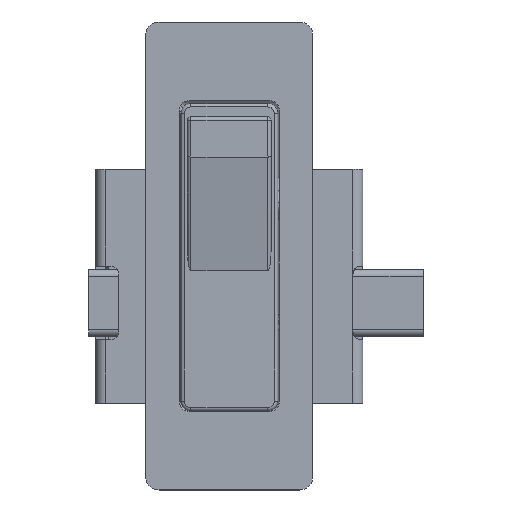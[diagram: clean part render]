
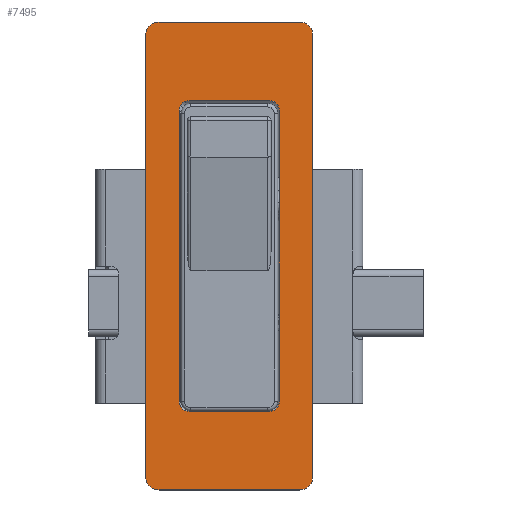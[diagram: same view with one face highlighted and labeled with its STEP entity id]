
A CAD part, top view. The second image highlights one B-rep face of the part: STEP entity #7495.
In plain terms, the highlighted planar face has unit normal (0, 0, 1).
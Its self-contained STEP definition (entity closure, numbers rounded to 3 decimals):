
#216 = VECTOR ( 'NONE', #17893, 1000. ) ;
#218 = EDGE_CURVE ( 'NONE', #4958, #18243, #1475, .T. ) ;
#297 = AXIS2_PLACEMENT_3D ( 'NONE', #9607, #4746, #11119 ) ;
#444 = CARTESIAN_POINT ( 'NONE',  ( 10.5, -43., 3. ) ) ;
#502 = DIRECTION ( 'NONE',  ( 0., 0., 1. ) ) ;
#540 = VERTEX_POINT ( 'NONE', #20109 ) ;
#618 = VERTEX_POINT ( 'NONE', #18834 ) ;
#621 = VECTOR ( 'NONE', #9784, 1000. ) ;
#733 = FACE_BOUND ( 'NONE', #10950, .T. ) ;
#788 = CIRCLE ( 'NONE', #3971, 2. ) ;
#966 = EDGE_CURVE ( 'NONE', #18162, #1754, #1457, .T. ) ;
#1457 = CIRCLE ( 'NONE', #17869, 1.5 ) ;
#1460 = VERTEX_POINT ( 'NONE', #3530 ) ;
#1475 = CIRCLE ( 'NONE', #297, 1.5 ) ;
#1610 = ORIENTED_EDGE ( 'NONE', *, *, #12583, .T. ) ;
#1754 = VERTEX_POINT ( 'NONE', #16208 ) ;
#1926 = CARTESIAN_POINT ( 'NONE',  ( -7.5, -31.25, 3. ) ) ;
#2344 = CARTESIAN_POINT ( 'NONE',  ( -10.5, -43., 3. ) ) ;
#2429 = CARTESIAN_POINT ( 'NONE',  ( 12.5, 27., 3. ) ) ;
#2807 = VECTOR ( 'NONE', #7664, 1000. ) ;
#2938 = EDGE_CURVE ( 'NONE', #18162, #18243, #15765, .T. ) ;
#3178 = EDGE_CURVE ( 'NONE', #15329, #6862, #10781, .T. ) ;
#3258 = DIRECTION ( 'NONE',  ( 1., 0., 0. ) ) ;
#3352 = CARTESIAN_POINT ( 'NONE',  ( -10.5, -41., 3. ) ) ;
#3530 = CARTESIAN_POINT ( 'NONE',  ( 10.5, 27., 3. ) ) ;
#3684 = DIRECTION ( 'NONE',  ( 1., 0., 0. ) ) ;
#3971 = AXIS2_PLACEMENT_3D ( 'NONE', #3352, #4846, #9630 ) ;
#4081 = VERTEX_POINT ( 'NONE', #9990 ) ;
#4114 = CARTESIAN_POINT ( 'NONE',  ( 6., 15.25, 3. ) ) ;
#4443 = VECTOR ( 'NONE', #7301, 1000. ) ;
#4599 = CARTESIAN_POINT ( 'NONE',  ( -12.5, -43., 3. ) ) ;
#4746 = DIRECTION ( 'NONE',  ( 0., 0., -1. ) ) ;
#4794 = VERTEX_POINT ( 'NONE', #6070 ) ;
#4846 = DIRECTION ( 'NONE',  ( 0., 0., 1. ) ) ;
#4958 = VERTEX_POINT ( 'NONE', #4114 ) ;
#5109 = CARTESIAN_POINT ( 'NONE',  ( -10.5, 25., 3. ) ) ;
#5239 = AXIS2_PLACEMENT_3D ( 'NONE', #17724, #12741, #3258 ) ;
#5552 = VECTOR ( 'NONE', #11108, 1000. ) ;
#5558 = DIRECTION ( 'NONE',  ( 0., 0., 1. ) ) ;
#6070 = CARTESIAN_POINT ( 'NONE',  ( -12.5, -41., 3. ) ) ;
#6159 = EDGE_CURVE ( 'NONE', #540, #1460, #14149, .T. ) ;
#6161 = CARTESIAN_POINT ( 'NONE',  ( -7.5, 15.25, 3. ) ) ;
#6266 = CARTESIAN_POINT ( 'NONE',  ( -6., -29.75, 3. ) ) ;
#6545 = LINE ( 'NONE', #4599, #5552 ) ;
#6645 = CARTESIAN_POINT ( 'NONE',  ( -7.5, -29.75, 3. ) ) ;
#6769 = CARTESIAN_POINT ( 'NONE',  ( -12.5, 27., 3. ) ) ;
#6799 = CARTESIAN_POINT ( 'NONE',  ( -6., 15.25, 3. ) ) ;
#6862 = VERTEX_POINT ( 'NONE', #6645 ) ;
#7009 = LINE ( 'NONE', #1926, #11478 ) ;
#7025 = CARTESIAN_POINT ( 'NONE',  ( -6., 13.75, 3. ) ) ;
#7301 = DIRECTION ( 'NONE',  ( 0., 1., 0. ) ) ;
#7495 = ADVANCED_FACE ( 'NONE', ( #16865, #733 ), #8154, .T. ) ;
#7606 = DIRECTION ( 'NONE',  ( 0., 1., 0. ) ) ;
#7664 = DIRECTION ( 'NONE',  ( -1., 0., 0. ) ) ;
#7737 = VECTOR ( 'NONE', #8030, 1000. ) ;
#7856 = ORIENTED_EDGE ( 'NONE', *, *, #218, .T. ) ;
#7868 = DIRECTION ( 'NONE',  ( 1., 0., 0. ) ) ;
#8030 = DIRECTION ( 'NONE',  ( 0., -1., 0. ) ) ;
#8154 = PLANE ( 'NONE',  #5239 ) ;
#8222 = LINE ( 'NONE', #17400, #2807 ) ;
#8387 = ORIENTED_EDGE ( 'NONE', *, *, #20009, .T. ) ;
#8689 = VERTEX_POINT ( 'NONE', #14880 ) ;
#8818 = VECTOR ( 'NONE', #7606, 1000. ) ;
#8888 = ORIENTED_EDGE ( 'NONE', *, *, #966, .T. ) ;
#8898 = CARTESIAN_POINT ( 'NONE',  ( 7.5, -29.75, 3. ) ) ;
#8905 = CIRCLE ( 'NONE', #15043, 2. ) ;
#9541 = VERTEX_POINT ( 'NONE', #2344 ) ;
#9607 = CARTESIAN_POINT ( 'NONE',  ( 6., 13.75, 3. ) ) ;
#9630 = DIRECTION ( 'NONE',  ( 1., 0., 0. ) ) ;
#9784 = DIRECTION ( 'NONE',  ( -1., 0., 0. ) ) ;
#9990 = CARTESIAN_POINT ( 'NONE',  ( -7.5, 13.75, 3. ) ) ;
#9991 = CARTESIAN_POINT ( 'NONE',  ( -12.5, 27., 3. ) ) ;
#10126 = EDGE_CURVE ( 'NONE', #4081, #6862, #11966, .T. ) ;
#10320 = ORIENTED_EDGE ( 'NONE', *, *, #20013, .T. ) ;
#10336 = EDGE_CURVE ( 'NONE', #4958, #18766, #8222, .T. ) ;
#10661 = ORIENTED_EDGE ( 'NONE', *, *, #10336, .F. ) ;
#10781 = CIRCLE ( 'NONE', #15213, 1.5 ) ;
#10804 = CARTESIAN_POINT ( 'NONE',  ( 7.5, 13.75, 3. ) ) ;
#10843 = ORIENTED_EDGE ( 'NONE', *, *, #16072, .T. ) ;
#10846 = EDGE_CURVE ( 'NONE', #4794, #9541, #788, .T. ) ;
#10950 = EDGE_LOOP ( 'NONE', ( #17894, #14948, #14589, #10320, #10661, #7856, #18037, #8888 ) ) ;
#10992 = CIRCLE ( 'NONE', #15848, 2. ) ;
#11030 = ORIENTED_EDGE ( 'NONE', *, *, #16797, .T. ) ;
#11074 = EDGE_LOOP ( 'NONE', ( #1610, #13509, #10843, #11030, #8387, #16306, #17416, #19417 ) ) ;
#11108 = DIRECTION ( 'NONE',  ( 1., 0., 0. ) ) ;
#11111 = DIRECTION ( 'NONE',  ( 0., 0., -1. ) ) ;
#11119 = DIRECTION ( 'NONE',  ( 1., 0., 0. ) ) ;
#11478 = VECTOR ( 'NONE', #14440, 1000. ) ;
#11555 = DIRECTION ( 'NONE',  ( 0., 0., -1. ) ) ;
#11573 = DIRECTION ( 'NONE',  ( 1., 0., 0. ) ) ;
#11966 = LINE ( 'NONE', #6161, #7737 ) ;
#12506 = EDGE_CURVE ( 'NONE', #618, #8689, #8905, .T. ) ;
#12583 = EDGE_CURVE ( 'NONE', #8689, #4794, #12881, .T. ) ;
#12741 = DIRECTION ( 'NONE',  ( 0., 0., 1. ) ) ;
#12770 = LINE ( 'NONE', #9991, #621 ) ;
#12881 = LINE ( 'NONE', #6769, #216 ) ;
#13244 = DIRECTION ( 'NONE',  ( 1., 0., 0. ) ) ;
#13407 = CARTESIAN_POINT ( 'NONE',  ( 10.5, 25., 3. ) ) ;
#13509 = ORIENTED_EDGE ( 'NONE', *, *, #10846, .T. ) ;
#13553 = DIRECTION ( 'NONE',  ( 0., 0., -1. ) ) ;
#14149 = CIRCLE ( 'NONE', #17592, 2. ) ;
#14179 = VERTEX_POINT ( 'NONE', #444 ) ;
#14368 = CIRCLE ( 'NONE', #19418, 1.5 ) ;
#14440 = DIRECTION ( 'NONE',  ( 1., 0., 0. ) ) ;
#14589 = ORIENTED_EDGE ( 'NONE', *, *, #10126, .F. ) ;
#14794 = VERTEX_POINT ( 'NONE', #15481 ) ;
#14880 = CARTESIAN_POINT ( 'NONE',  ( -12.5, 25., 3. ) ) ;
#14920 = DIRECTION ( 'NONE',  ( 1., 0., 0. ) ) ;
#14948 = ORIENTED_EDGE ( 'NONE', *, *, #3178, .T. ) ;
#15043 = AXIS2_PLACEMENT_3D ( 'NONE', #5109, #17958, #13244 ) ;
#15213 = AXIS2_PLACEMENT_3D ( 'NONE', #6266, #11111, #7868 ) ;
#15329 = VERTEX_POINT ( 'NONE', #16768 ) ;
#15481 = CARTESIAN_POINT ( 'NONE',  ( 12.5, -41., 3. ) ) ;
#15765 = LINE ( 'NONE', #18387, #8818 ) ;
#15848 = AXIS2_PLACEMENT_3D ( 'NONE', #19515, #502, #11573 ) ;
#16072 = EDGE_CURVE ( 'NONE', #9541, #14179, #6545, .T. ) ;
#16197 = EDGE_CURVE ( 'NONE', #1460, #618, #12770, .T. ) ;
#16208 = CARTESIAN_POINT ( 'NONE',  ( 6., -31.25, 3. ) ) ;
#16215 = CARTESIAN_POINT ( 'NONE',  ( 6., -29.75, 3. ) ) ;
#16306 = ORIENTED_EDGE ( 'NONE', *, *, #6159, .T. ) ;
#16768 = CARTESIAN_POINT ( 'NONE',  ( -6., -31.25, 3. ) ) ;
#16797 = EDGE_CURVE ( 'NONE', #14179, #14794, #10992, .T. ) ;
#16865 = FACE_OUTER_BOUND ( 'NONE', #11074, .T. ) ;
#17400 = CARTESIAN_POINT ( 'NONE',  ( -7.5, 15.25, 3. ) ) ;
#17416 = ORIENTED_EDGE ( 'NONE', *, *, #16197, .T. ) ;
#17592 = AXIS2_PLACEMENT_3D ( 'NONE', #13407, #5558, #14920 ) ;
#17724 = CARTESIAN_POINT ( 'NONE',  ( -12.5, -43., 3. ) ) ;
#17773 = EDGE_CURVE ( 'NONE', #15329, #1754, #7009, .T. ) ;
#17869 = AXIS2_PLACEMENT_3D ( 'NONE', #16215, #11555, #3684 ) ;
#17893 = DIRECTION ( 'NONE',  ( 0., -1., 0. ) ) ;
#17894 = ORIENTED_EDGE ( 'NONE', *, *, #17773, .F. ) ;
#17958 = DIRECTION ( 'NONE',  ( 0., 0., 1. ) ) ;
#18037 = ORIENTED_EDGE ( 'NONE', *, *, #2938, .F. ) ;
#18121 = LINE ( 'NONE', #2429, #4443 ) ;
#18162 = VERTEX_POINT ( 'NONE', #8898 ) ;
#18243 = VERTEX_POINT ( 'NONE', #10804 ) ;
#18387 = CARTESIAN_POINT ( 'NONE',  ( 7.5, 15.25, 3. ) ) ;
#18766 = VERTEX_POINT ( 'NONE', #6799 ) ;
#18834 = CARTESIAN_POINT ( 'NONE',  ( -10.5, 27., 3. ) ) ;
#19417 = ORIENTED_EDGE ( 'NONE', *, *, #12506, .T. ) ;
#19418 = AXIS2_PLACEMENT_3D ( 'NONE', #7025, #13553, #19962 ) ;
#19515 = CARTESIAN_POINT ( 'NONE',  ( 10.5, -41., 3. ) ) ;
#19962 = DIRECTION ( 'NONE',  ( 1., 0., 0. ) ) ;
#20009 = EDGE_CURVE ( 'NONE', #14794, #540, #18121, .T. ) ;
#20013 = EDGE_CURVE ( 'NONE', #4081, #18766, #14368, .T. ) ;
#20109 = CARTESIAN_POINT ( 'NONE',  ( 12.5, 25., 3. ) ) ;
